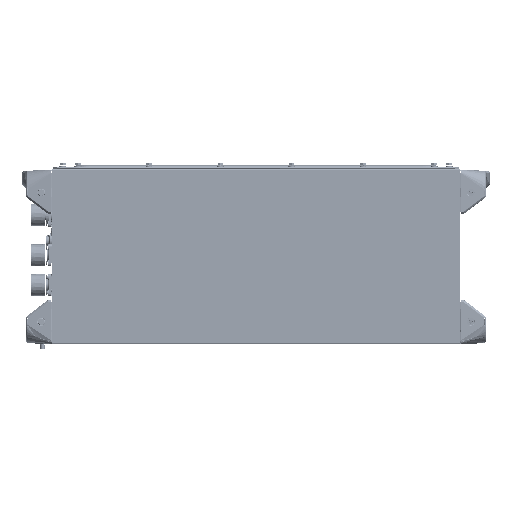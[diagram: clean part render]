
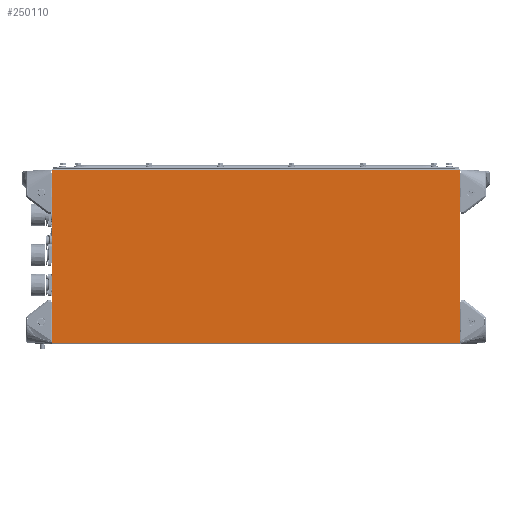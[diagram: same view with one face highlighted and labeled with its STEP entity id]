
A CAD part, front view. The second image highlights one B-rep face of the part: STEP entity #250110.
In plain terms, the highlighted planar face has unit normal (0, -1, 0).
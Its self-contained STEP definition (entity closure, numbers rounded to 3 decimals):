
#1338 = VECTOR ( 'NONE', #133473, 1000. ) ;
#7584 = LINE ( 'NONE', #202288, #116286 ) ;
#18171 = VERTEX_POINT ( 'NONE', #249894 ) ;
#23561 = CARTESIAN_POINT ( 'NONE',  ( -275., 0., -116.15 ) ) ;
#24847 = CARTESIAN_POINT ( 'NONE',  ( 275., 0., -116.15 ) ) ;
#27573 = LINE ( 'NONE', #24847, #254359 ) ;
#28933 = DIRECTION ( 'NONE',  ( -1., 0., 0. ) ) ;
#31371 = EDGE_LOOP ( 'NONE', ( #53204, #176209, #200420, #161841 ) ) ;
#50383 = DIRECTION ( 'NONE',  ( 1., 0., 0. ) ) ;
#50500 = CARTESIAN_POINT ( 'NONE',  ( -275., 0., 116.15 ) ) ;
#53204 = ORIENTED_EDGE ( 'NONE', *, *, #125590, .F. ) ;
#70165 = DIRECTION ( 'NONE',  ( 0., 0., -1. ) ) ;
#74437 = VECTOR ( 'NONE', #70165, 1000. ) ;
#77269 = CARTESIAN_POINT ( 'NONE',  ( 275., 0., -116.15 ) ) ;
#87378 = VERTEX_POINT ( 'NONE', #50500 ) ;
#93642 = LINE ( 'NONE', #177917, #74437 ) ;
#98624 = CARTESIAN_POINT ( 'NONE',  ( 0., 0., 0. ) ) ;
#102693 = PLANE ( 'NONE',  #119189 ) ;
#116286 = VECTOR ( 'NONE', #50383, 1000. ) ;
#119189 = AXIS2_PLACEMENT_3D ( 'NONE', #98624, #182893, #162177 ) ;
#125590 = EDGE_CURVE ( 'NONE', #87378, #18171, #7584, .T. ) ;
#130743 = CARTESIAN_POINT ( 'NONE',  ( -275., 0., -116.15 ) ) ;
#133473 = DIRECTION ( 'NONE',  ( 0., 0., 1. ) ) ;
#142175 = EDGE_CURVE ( 'NONE', #145288, #87378, #213661, .T. ) ;
#145288 = VERTEX_POINT ( 'NONE', #23561 ) ;
#161841 = ORIENTED_EDGE ( 'NONE', *, *, #272978, .F. ) ;
#162177 = DIRECTION ( 'NONE',  ( 1., 0., 0. ) ) ;
#176209 = ORIENTED_EDGE ( 'NONE', *, *, #142175, .F. ) ;
#177917 = CARTESIAN_POINT ( 'NONE',  ( 275., 0., 116.15 ) ) ;
#182893 = DIRECTION ( 'NONE',  ( 0., 1., 0. ) ) ;
#200420 = ORIENTED_EDGE ( 'NONE', *, *, #266777, .F. ) ;
#202288 = CARTESIAN_POINT ( 'NONE',  ( -275., 0., 116.15 ) ) ;
#213661 = LINE ( 'NONE', #130743, #1338 ) ;
#249894 = CARTESIAN_POINT ( 'NONE',  ( 275., 0., 116.15 ) ) ;
#250110 = ADVANCED_FACE ( 'NONE', ( #268571 ), #102693, .F. ) ;
#254359 = VECTOR ( 'NONE', #28933, 1000. ) ;
#264304 = VERTEX_POINT ( 'NONE', #77269 ) ;
#266777 = EDGE_CURVE ( 'NONE', #264304, #145288, #27573, .T. ) ;
#268571 = FACE_OUTER_BOUND ( 'NONE', #31371, .T. ) ;
#272978 = EDGE_CURVE ( 'NONE', #18171, #264304, #93642, .T. ) ;
